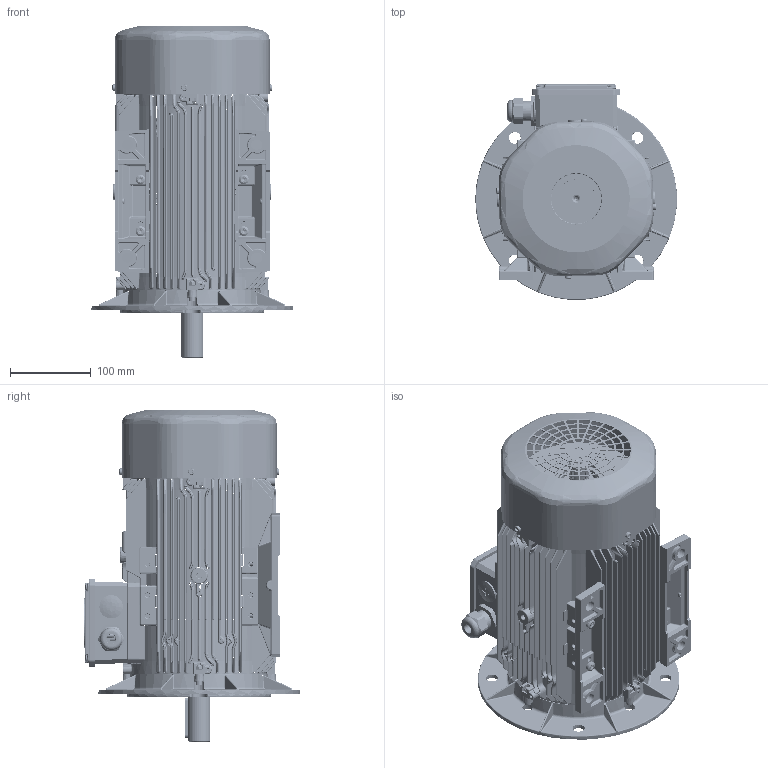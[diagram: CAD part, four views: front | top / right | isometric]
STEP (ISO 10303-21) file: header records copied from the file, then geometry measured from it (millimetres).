
FILE_DESCRIPTION(/* description */ (''),/* implementation_level */ '2;1');
FILE_NAME(/* name */ 'QH100 B35 KTA-M2.stp',/* time_stamp */ '2024-08-01T11:38:04+03:00',/* author */ (''),/* organization */ (''),/* preprocessor_version */ 'ST-DEVELOPER v18.102',/* originating_system */ 'SIEMENS PLM Software NX2206.8101',/* authorisation */ '');
FILE_SCHEMA (('AUTOMOTIVE_DESIGN { 1 0 10303 214 3 1 1 1 }'));
Products named in the file (1): QH100 B3 KTA-M2_stp_objects
Bounding box: 249.53 x 267.45 x 411.25 mm (x, y, z)
Surface area: 809628.7 mm2 (no closed solid volume)
Topology: 0 solids, 111 shells, 6167 faces, 19468 edges, 12438 vertices
Faces by surface type: cylinder 2226, plane 1388, torus 1112, bspline 984, cone 299, sphere 158
Full cylindrical faces by diameter (mm): 4 x1, 4.5 x1, 5 x1, 6 x4, 6.5 x4, 8 x8, 8.28 x4, 10 x1, 10.5 x1, 12 x4, 23.4 x1, 24 x1, 25 x1, 27.4 x1, 28 x1, 29 x1, 30 x1, 43.9 x1, 44.1 x1, 49.1 x1, 52 x1, 57.4 x1, 61 x1, 78 x1
Entity records: 243674 total; most frequent: CARTESIAN_POINT 91038, ORIENTED_EDGE 30673, DIRECTION 26456, EDGE_CURVE 18950, VERTEX_POINT 12302, AXIS2_PLACEMENT_3D 10260, B_SPLINE_CURVE_WITH_KNOTS 7719, EDGE_LOOP 6684
